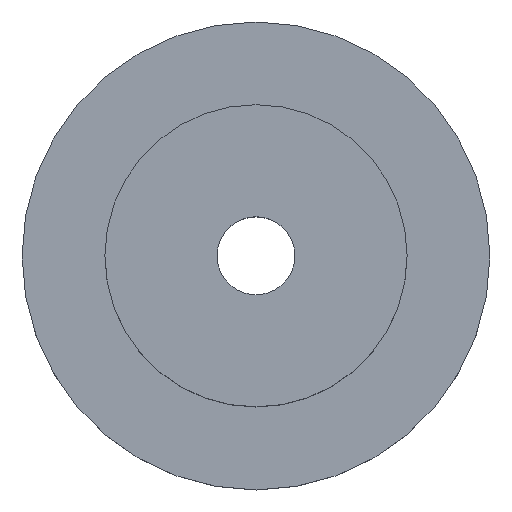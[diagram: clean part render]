
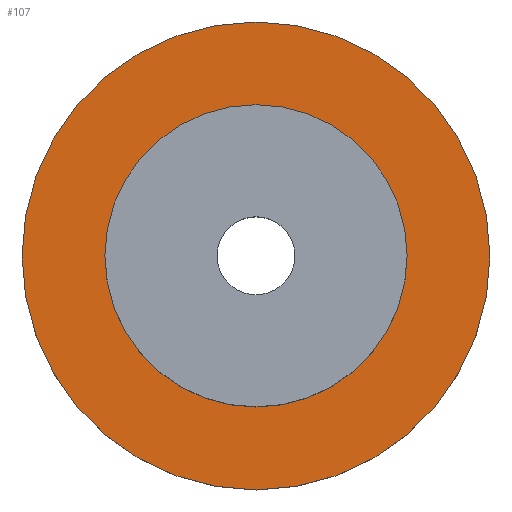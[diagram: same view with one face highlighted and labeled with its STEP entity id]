
A CAD part, top view. The second image highlights one B-rep face of the part: STEP entity #107.
In plain terms, the highlighted planar face has unit normal (0, 0, 1).
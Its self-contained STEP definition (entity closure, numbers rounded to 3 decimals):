
#27=FACE_BOUND('',#40,.T.);
#31=FACE_OUTER_BOUND('',#39,.T.);
#39=EDGE_LOOP('',(#79));
#40=EDGE_LOOP('',(#80));
#51=CIRCLE('',#130,12.);
#52=CIRCLE('',#131,7.75);
#59=VERTEX_POINT('',#185);
#60=VERTEX_POINT('',#187);
#67=EDGE_CURVE('',#59,#59,#51,.T.);
#68=EDGE_CURVE('',#60,#60,#52,.T.);
#79=ORIENTED_EDGE('',*,*,#67,.T.);
#80=ORIENTED_EDGE('',*,*,#68,.F.);
#103=PLANE('',#129);
#107=ADVANCED_FACE('',(#31,#27),#103,.T.);
#129=AXIS2_PLACEMENT_3D('',#184,#147,#148);
#130=AXIS2_PLACEMENT_3D('',#186,#149,#150);
#131=AXIS2_PLACEMENT_3D('',#188,#151,#152);
#147=DIRECTION('center_axis',(0.,0.,1.));
#148=DIRECTION('ref_axis',(1.,0.,0.));
#149=DIRECTION('center_axis',(0.,0.,1.));
#150=DIRECTION('ref_axis',(1.,0.,0.));
#151=DIRECTION('center_axis',(0.,0.,1.));
#152=DIRECTION('ref_axis',(1.,0.,0.));
#184=CARTESIAN_POINT('Origin',(0.,0.,0.));
#185=CARTESIAN_POINT('',(-12.,0.,0.));
#186=CARTESIAN_POINT('Origin',(0.,0.,0.));
#187=CARTESIAN_POINT('',(-7.75,0.,0.));
#188=CARTESIAN_POINT('Origin',(0.,0.,0.));
